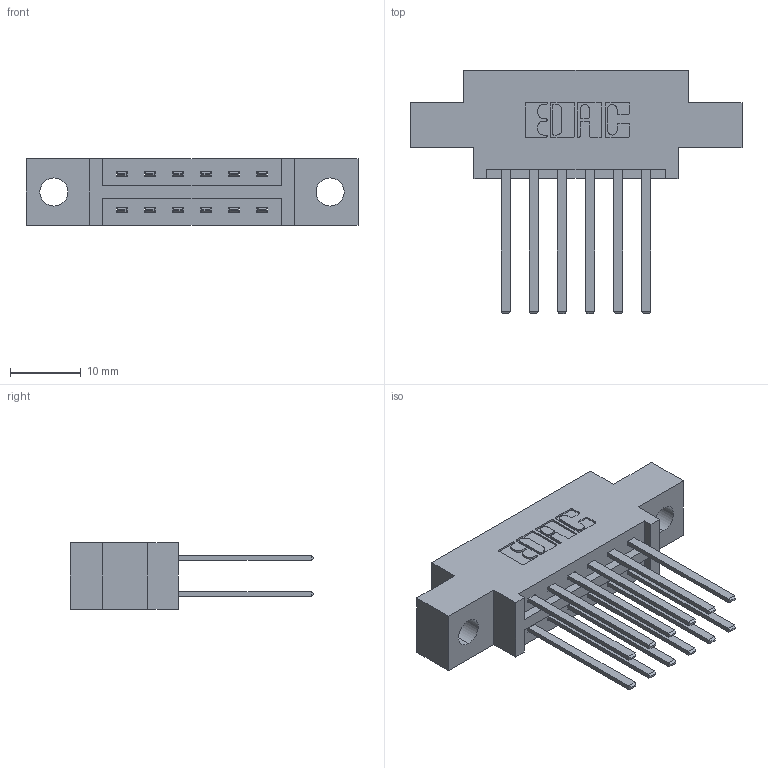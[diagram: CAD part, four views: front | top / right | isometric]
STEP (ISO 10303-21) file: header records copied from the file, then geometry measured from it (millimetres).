
FILE_DESCRIPTION (( 'STEP AP203' ), '1' );
FILE_NAME ('337-012-544-804.STEP', '2018-08-04T04:59:33', ( '' ), ( '' ), 'SwSTEP 2.0', 'SolidWorks 2016', '' );
FILE_SCHEMA (( 'CONFIG_CONTROL_DESIGN' ));
Length unit declared in the file: inch
Products named in the file (3): 337 Part_0.170 Offset - 0.156 Dia-TH; 345-292-001_345-293-144; 337-012-544-804
Assembly tree (13 placements, depth 2):
  337-012-544-804
    337 Part_0.170 Offset - 0.156 Dia-TH
    345-292-001_345-293-144  x12
Bounding box: 46.79 x 34.3 x 9.4 mm (x, y, z)
Volume: 4414.4 mm3; surface area: 5095.6 mm2
Topology: 13 solids, 13 shells, 694 faces, 2039 edges, 1342 vertices
Faces by surface type: plane 482, cylinder 212
Entity records: 9259 total; most frequent: CARTESIAN_POINT 1590, ORIENTED_EDGE 1526, DIRECTION 1415, EDGE_CURVE 763, VECTOR 639, LINE 639, VERTEX_POINT 506, AXIS2_PLACEMENT_3D 388
